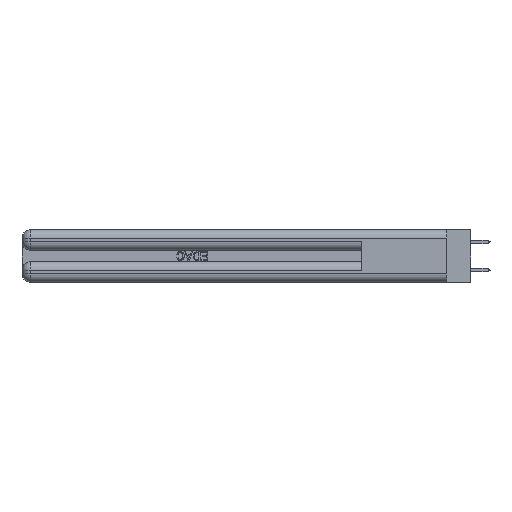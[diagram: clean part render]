
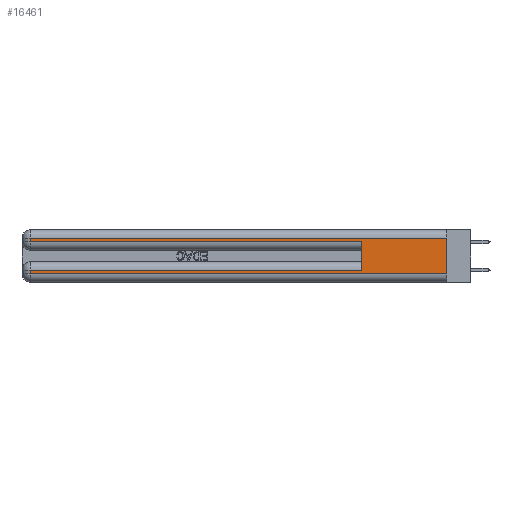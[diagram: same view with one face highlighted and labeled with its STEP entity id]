
A CAD part, left-side view. The second image highlights one B-rep face of the part: STEP entity #16461.
In plain terms, the highlighted planar face has unit normal (-1, 0, 0).
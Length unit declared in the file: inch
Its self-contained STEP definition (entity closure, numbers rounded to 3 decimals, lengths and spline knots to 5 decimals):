
#69 = CARTESIAN_POINT ( 'NONE',  ( 0., 0., 0.06 ) ) ;
#778 = PLANE ( 'NONE',  #25746 ) ;
#796 = ORIENTED_EDGE ( 'NONE', *, *, #6289, .T. ) ;
#1001 = CARTESIAN_POINT ( 'NONE',  ( 0., 0.6, 0.285 ) ) ;
#1401 = VERTEX_POINT ( 'NONE', #3812 ) ;
#1958 = ORIENTED_EDGE ( 'NONE', *, *, #12467, .T. ) ;
#2260 = ORIENTED_EDGE ( 'NONE', *, *, #25066, .F. ) ;
#2813 = LINE ( 'NONE', #22917, #23844 ) ;
#2838 = LINE ( 'NONE', #17661, #25134 ) ;
#3812 = CARTESIAN_POINT ( 'NONE',  ( 0., 2.94, 0.31 ) ) ;
#4293 = VERTEX_POINT ( 'NONE', #7106 ) ;
#4777 = DIRECTION ( 'NONE',  ( 0., 0., -1. ) ) ;
#4826 = DIRECTION ( 'NONE',  ( 1., 0., 0. ) ) ;
#6289 = EDGE_CURVE ( 'NONE', #10470, #33617, #2838, .T. ) ;
#6718 = VERTEX_POINT ( 'NONE', #69 ) ;
#7106 = CARTESIAN_POINT ( 'NONE',  ( 0., 0.6, 0.085 ) ) ;
#7462 = DIRECTION ( 'NONE',  ( 0., -1., 0. ) ) ;
#8404 = CARTESIAN_POINT ( 'NONE',  ( 0., 0., 0.085 ) ) ;
#9613 = VECTOR ( 'NONE', #35149, 39.37008 ) ;
#10076 = EDGE_LOOP ( 'NONE', ( #2260, #27618, #33184, #18955, #47338, #30587, #796, #1958 ) ) ;
#10470 = VERTEX_POINT ( 'NONE', #42245 ) ;
#10854 = CARTESIAN_POINT ( 'NONE',  ( 0., 2.94, 0.285 ) ) ;
#12022 = VECTOR ( 'NONE', #43881, 39.37008 ) ;
#12041 = VERTEX_POINT ( 'NONE', #24416 ) ;
#12467 = EDGE_CURVE ( 'NONE', #33617, #6718, #38651, .T. ) ;
#13504 = VERTEX_POINT ( 'NONE', #10854 ) ;
#15753 = LINE ( 'NONE', #27150, #36767 ) ;
#16461 = ADVANCED_FACE ( 'NONE', ( #46386 ), #778, .F. ) ;
#17661 = CARTESIAN_POINT ( 'NONE',  ( 0., 2.94, 0.37 ) ) ;
#18955 = ORIENTED_EDGE ( 'NONE', *, *, #40407, .T. ) ;
#19106 = VECTOR ( 'NONE', #28084, 39.37008 ) ;
#20341 = LINE ( 'NONE', #8404, #19106 ) ;
#22917 = CARTESIAN_POINT ( 'NONE',  ( 0., 0.6, 0.145 ) ) ;
#23844 = VECTOR ( 'NONE', #42879, 39.37008 ) ;
#23909 = VERTEX_POINT ( 'NONE', #1001 ) ;
#24143 = EDGE_CURVE ( 'NONE', #1401, #13504, #29380, .T. ) ;
#24311 = CARTESIAN_POINT ( 'NONE',  ( 0., 0., 0.37 ) ) ;
#24416 = CARTESIAN_POINT ( 'NONE',  ( 0., 0., 0.31 ) ) ;
#24988 = EDGE_CURVE ( 'NONE', #12041, #1401, #33005, .T. ) ;
#25066 = EDGE_CURVE ( 'NONE', #12041, #6718, #28052, .T. ) ;
#25134 = VECTOR ( 'NONE', #45338, 39.37008 ) ;
#25746 = AXIS2_PLACEMENT_3D ( 'NONE', #24311, #4826, #32454 ) ;
#27150 = CARTESIAN_POINT ( 'NONE',  ( 0., 0., 0.285 ) ) ;
#27618 = ORIENTED_EDGE ( 'NONE', *, *, #24988, .T. ) ;
#28052 = LINE ( 'NONE', #40213, #37315 ) ;
#28084 = DIRECTION ( 'NONE',  ( 0., 1., 0. ) ) ;
#29380 = LINE ( 'NONE', #30043, #47966 ) ;
#30043 = CARTESIAN_POINT ( 'NONE',  ( 0., 2.94, 0.37 ) ) ;
#30103 = CARTESIAN_POINT ( 'NONE',  ( 0., 2.94, 0.06 ) ) ;
#30587 = ORIENTED_EDGE ( 'NONE', *, *, #37792, .T. ) ;
#32454 = DIRECTION ( 'NONE',  ( 0., 0., -1. ) ) ;
#33005 = LINE ( 'NONE', #39872, #12022 ) ;
#33184 = ORIENTED_EDGE ( 'NONE', *, *, #24143, .T. ) ;
#33617 = VERTEX_POINT ( 'NONE', #30103 ) ;
#35149 = DIRECTION ( 'NONE',  ( 0., -1., 0. ) ) ;
#36767 = VECTOR ( 'NONE', #7462, 39.37008 ) ;
#37315 = VECTOR ( 'NONE', #4777, 39.37008 ) ;
#37792 = EDGE_CURVE ( 'NONE', #4293, #10470, #20341, .T. ) ;
#38651 = LINE ( 'NONE', #39305, #9613 ) ;
#39305 = CARTESIAN_POINT ( 'NONE',  ( 0., 0., 0.06 ) ) ;
#39872 = CARTESIAN_POINT ( 'NONE',  ( 0., 0., 0.31 ) ) ;
#40213 = CARTESIAN_POINT ( 'NONE',  ( 0., 0., 0.37 ) ) ;
#40407 = EDGE_CURVE ( 'NONE', #13504, #23909, #15753, .T. ) ;
#42245 = CARTESIAN_POINT ( 'NONE',  ( 0., 2.94, 0.085 ) ) ;
#42879 = DIRECTION ( 'NONE',  ( 0., 0., 1. ) ) ;
#43881 = DIRECTION ( 'NONE',  ( 0., 1., 0. ) ) ;
#44679 = EDGE_CURVE ( 'NONE', #4293, #23909, #2813, .T. ) ;
#45338 = DIRECTION ( 'NONE',  ( 0., 0., -1. ) ) ;
#46002 = DIRECTION ( 'NONE',  ( 0., 0., -1. ) ) ;
#46386 = FACE_OUTER_BOUND ( 'NONE', #10076, .T. ) ;
#47338 = ORIENTED_EDGE ( 'NONE', *, *, #44679, .F. ) ;
#47966 = VECTOR ( 'NONE', #46002, 39.37008 ) ;
